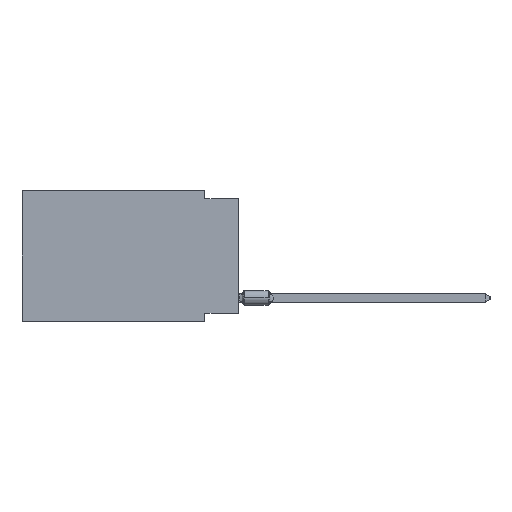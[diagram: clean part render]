
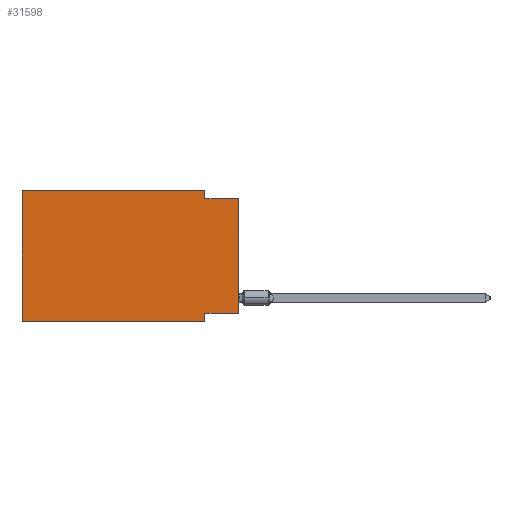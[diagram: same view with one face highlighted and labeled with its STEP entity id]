
A CAD part, left-side view. The second image highlights one B-rep face of the part: STEP entity #31598.
In plain terms, the highlighted planar face has unit normal (-1, 0, 0).
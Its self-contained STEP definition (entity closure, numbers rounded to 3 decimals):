
#540 = LINE ( 'NONE', #38541, #19836 ) ;
#682 = VECTOR ( 'NONE', #19691, 1000. ) ;
#951 = DIRECTION ( 'NONE',  ( 0., 0., -1. ) ) ;
#973 = CARTESIAN_POINT ( 'NONE',  ( 0., 0., 0. ) ) ;
#1154 = VERTEX_POINT ( 'NONE', #17995 ) ;
#1769 = ORIENTED_EDGE ( 'NONE', *, *, #16857, .T. ) ;
#4530 = VECTOR ( 'NONE', #14495, 1000. ) ;
#4801 = EDGE_CURVE ( 'NONE', #24106, #38480, #25669, .T. ) ;
#5576 = LINE ( 'NONE', #47350, #23493 ) ;
#5788 = DIRECTION ( 'NONE',  ( 0., 0., -1. ) ) ;
#7098 = DIRECTION ( 'NONE',  ( 0., 1., 0. ) ) ;
#7278 = VECTOR ( 'NONE', #5788, 1000. ) ;
#8364 = LINE ( 'NONE', #23731, #18666 ) ;
#8480 = CARTESIAN_POINT ( 'NONE',  ( 0., 16.383, 0. ) ) ;
#10751 = EDGE_CURVE ( 'NONE', #22714, #24106, #540, .T. ) ;
#14098 = EDGE_LOOP ( 'NONE', ( #47080, #40727, #32919, #40177, #28609, #1769, #48364, #29270 ) ) ;
#14495 = DIRECTION ( 'NONE',  ( 0., -1., 0. ) ) ;
#16857 = EDGE_CURVE ( 'NONE', #24747, #38480, #23053, .T. ) ;
#17554 = VERTEX_POINT ( 'NONE', #37967 ) ;
#17995 = CARTESIAN_POINT ( 'NONE',  ( 0., 2.54, 0. ) ) ;
#18666 = VECTOR ( 'NONE', #41839, 1000. ) ;
#19189 = LINE ( 'NONE', #31526, #682 ) ;
#19691 = DIRECTION ( 'NONE',  ( 0., -1., 0. ) ) ;
#19836 = VECTOR ( 'NONE', #7098, 1000. ) ;
#20361 = DIRECTION ( 'NONE',  ( 0., 0., 1. ) ) ;
#20517 = CARTESIAN_POINT ( 'NONE',  ( 0., 16.383, -9.906 ) ) ;
#20911 = LINE ( 'NONE', #40522, #36912 ) ;
#20938 = DIRECTION ( 'NONE',  ( 0., 0., -1. ) ) ;
#21642 = CARTESIAN_POINT ( 'NONE',  ( 0., 2.54, -9.906 ) ) ;
#22714 = VERTEX_POINT ( 'NONE', #47830 ) ;
#23053 = LINE ( 'NONE', #38149, #4530 ) ;
#23493 = VECTOR ( 'NONE', #20938, 1000. ) ;
#23731 = CARTESIAN_POINT ( 'NONE',  ( 0., 16.383, 0. ) ) ;
#24106 = VERTEX_POINT ( 'NONE', #37200 ) ;
#24134 = CARTESIAN_POINT ( 'NONE',  ( 0., 2.54, -9.906 ) ) ;
#24747 = VERTEX_POINT ( 'NONE', #20517 ) ;
#25669 = LINE ( 'NONE', #21642, #7278 ) ;
#28609 = ORIENTED_EDGE ( 'NONE', *, *, #48420, .F. ) ;
#28647 = LINE ( 'NONE', #973, #41457 ) ;
#29270 = ORIENTED_EDGE ( 'NONE', *, *, #10751, .F. ) ;
#29670 = VERTEX_POINT ( 'NONE', #46278 ) ;
#31526 = CARTESIAN_POINT ( 'NONE',  ( 0., 0., -0.635 ) ) ;
#31598 = ADVANCED_FACE ( 'NONE', ( #42704 ), #34404, .F. ) ;
#32919 = ORIENTED_EDGE ( 'NONE', *, *, #48570, .F. ) ;
#32980 = DIRECTION ( 'NONE',  ( 0., -1., 0. ) ) ;
#34404 = PLANE ( 'NONE',  #45551 ) ;
#36912 = VECTOR ( 'NONE', #32980, 1000. ) ;
#37200 = CARTESIAN_POINT ( 'NONE',  ( 0., 2.54, -9.271 ) ) ;
#37967 = CARTESIAN_POINT ( 'NONE',  ( 0., 2.54, -0.635 ) ) ;
#38149 = CARTESIAN_POINT ( 'NONE',  ( 0., 16.383, -9.906 ) ) ;
#38432 = EDGE_CURVE ( 'NONE', #22714, #29670, #28647, .T. ) ;
#38480 = VERTEX_POINT ( 'NONE', #24134 ) ;
#38541 = CARTESIAN_POINT ( 'NONE',  ( 0., 0., -9.271 ) ) ;
#39097 = VERTEX_POINT ( 'NONE', #42002 ) ;
#40177 = ORIENTED_EDGE ( 'NONE', *, *, #43052, .F. ) ;
#40522 = CARTESIAN_POINT ( 'NONE',  ( 0., 16.383, 0. ) ) ;
#40727 = ORIENTED_EDGE ( 'NONE', *, *, #41847, .F. ) ;
#41457 = VECTOR ( 'NONE', #20361, 1000. ) ;
#41839 = DIRECTION ( 'NONE',  ( 0., 0., 1. ) ) ;
#41847 = EDGE_CURVE ( 'NONE', #17554, #29670, #19189, .T. ) ;
#42002 = CARTESIAN_POINT ( 'NONE',  ( 0., 16.383, 0. ) ) ;
#42704 = FACE_OUTER_BOUND ( 'NONE', #14098, .T. ) ;
#43052 = EDGE_CURVE ( 'NONE', #39097, #1154, #20911, .T. ) ;
#45551 = AXIS2_PLACEMENT_3D ( 'NONE', #8480, #49759, #951 ) ;
#46278 = CARTESIAN_POINT ( 'NONE',  ( 0., 0., -0.635 ) ) ;
#47080 = ORIENTED_EDGE ( 'NONE', *, *, #38432, .T. ) ;
#47350 = CARTESIAN_POINT ( 'NONE',  ( 0., 2.54, 0. ) ) ;
#47830 = CARTESIAN_POINT ( 'NONE',  ( 0., 0., -9.271 ) ) ;
#48364 = ORIENTED_EDGE ( 'NONE', *, *, #4801, .F. ) ;
#48420 = EDGE_CURVE ( 'NONE', #24747, #39097, #8364, .T. ) ;
#48570 = EDGE_CURVE ( 'NONE', #1154, #17554, #5576, .T. ) ;
#49759 = DIRECTION ( 'NONE',  ( 1., 0., 0. ) ) ;
